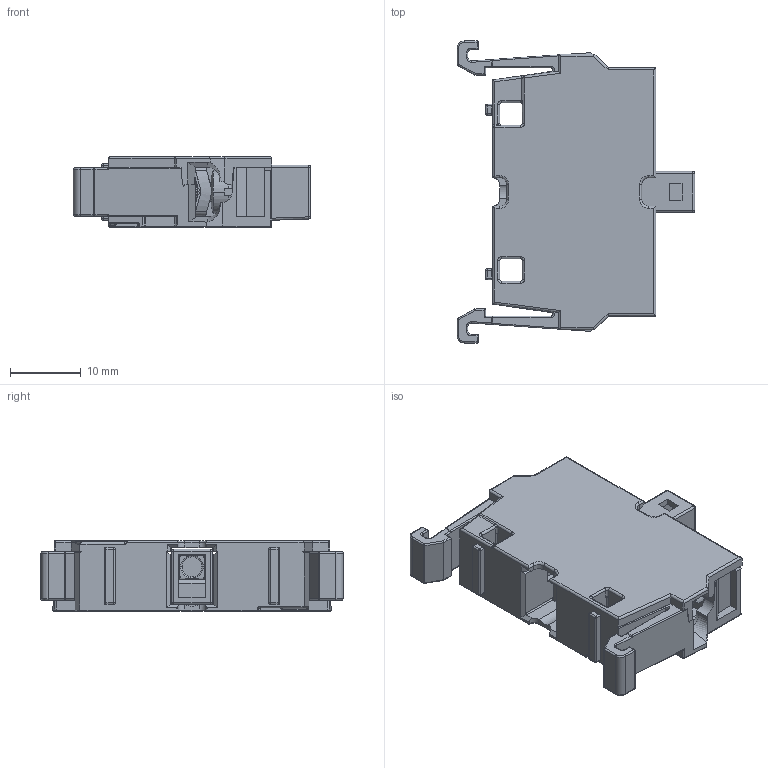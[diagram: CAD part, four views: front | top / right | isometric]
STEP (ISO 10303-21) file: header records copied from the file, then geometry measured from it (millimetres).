
FILE_DESCRIPTION((''),'2;1');
FILE_NAME('1SFA611699R1019-B','2023-04-09T13:09:22',('CNNOZHU'),(''),'CREO PARAMETRIC BY PTC INC, 2020184','CREO PARAMETRIC BY PTC INC, 2020184','');
FILE_SCHEMA(('AUTOMOTIVE_DESIGN { 1 0 10303 214 1 1 1 1 }'));
Products named in the file (1): 1SFA611699R1019-B
Bounding box: 33.5 x 42.6 x 10 mm (x, y, z)
Volume: 4940.4 mm3; surface area: 8109.5 mm2
Topology: 3 solids, 3 shells, 1325 faces, 3539 edges, 2113 vertices
Faces by surface type: plane 549, cylinder 520, sphere 98, torus 86, bspline 46, cone 20, extrusion 6
Entity records: 52148 total; most frequent: CARTESIAN_POINT 16607, ORIENTED_EDGE 6882, DIRECTION 6462, EDGE_CURVE 3441, AXIS2_PLACEMENT_3D 2183, VERTEX_POINT 2113, VECTOR 2093, LINE 2087
